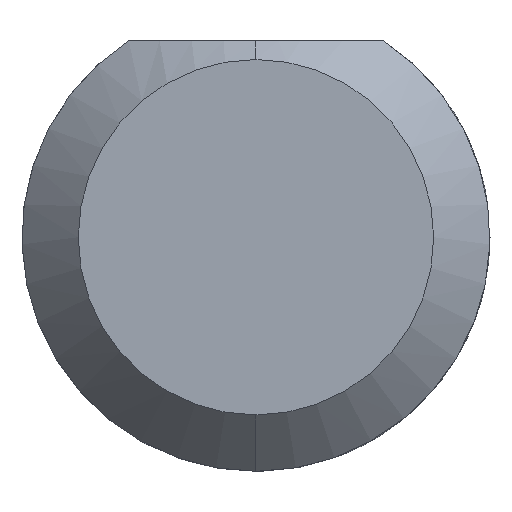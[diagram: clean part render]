
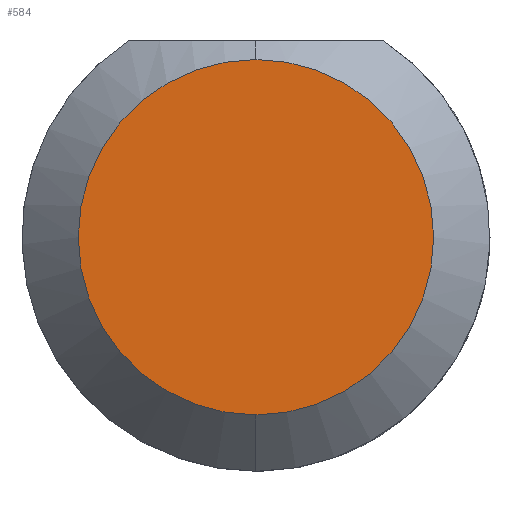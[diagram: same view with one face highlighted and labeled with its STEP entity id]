
A CAD part, left-side view. The second image highlights one B-rep face of the part: STEP entity #584.
In plain terms, the highlighted planar face has unit normal (-1, 0, 0).
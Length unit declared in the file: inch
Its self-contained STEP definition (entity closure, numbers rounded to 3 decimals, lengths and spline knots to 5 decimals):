
#22 = EDGE_CURVE ( 'NONE', #420, #268, #574, .T. ) ;
#28 = CARTESIAN_POINT ( 'NONE',  ( 0., 0., -0.04735 ) ) ;
#68 = FACE_OUTER_BOUND ( 'NONE', #304, .T. ) ;
#104 = CARTESIAN_POINT ( 'NONE',  ( 0., 0., 0. ) ) ;
#156 = ORIENTED_EDGE ( 'NONE', *, *, #22, .T. ) ;
#164 = DIRECTION ( 'NONE',  ( -1., 0., 0. ) ) ;
#172 = DIRECTION ( 'NONE',  ( 0., 0., -1. ) ) ;
#248 = AXIS2_PLACEMENT_3D ( 'NONE', #398, #164, #529 ) ;
#268 = VERTEX_POINT ( 'NONE', #639 ) ;
#304 = EDGE_LOOP ( 'NONE', ( #156, #368 ) ) ;
#332 = AXIS2_PLACEMENT_3D ( 'NONE', #337, #585, #172 ) ;
#334 = EDGE_CURVE ( 'NONE', #268, #420, #525, .T. ) ;
#337 = CARTESIAN_POINT ( 'NONE',  ( 0., 0., 0. ) ) ;
#351 = PLANE ( 'NONE',  #332 ) ;
#368 = ORIENTED_EDGE ( 'NONE', *, *, #334, .T. ) ;
#398 = CARTESIAN_POINT ( 'NONE',  ( 0., 0., 0. ) ) ;
#420 = VERTEX_POINT ( 'NONE', #28 ) ;
#525 = CIRCLE ( 'NONE', #248, 0.04735 ) ;
#529 = DIRECTION ( 'NONE',  ( 0., 0., 1. ) ) ;
#572 = DIRECTION ( 'NONE',  ( 0., 0., 1. ) ) ;
#574 = CIRCLE ( 'NONE', #599, 0.04735 ) ;
#584 = ADVANCED_FACE ( 'NONE', ( #68 ), #351, .F. ) ;
#585 = DIRECTION ( 'NONE',  ( 1., 0., 0. ) ) ;
#599 = AXIS2_PLACEMENT_3D ( 'NONE', #104, #625, #572 ) ;
#625 = DIRECTION ( 'NONE',  ( -1., 0., 0. ) ) ;
#639 = CARTESIAN_POINT ( 'NONE',  ( 0., 0., 0.04735 ) ) ;
